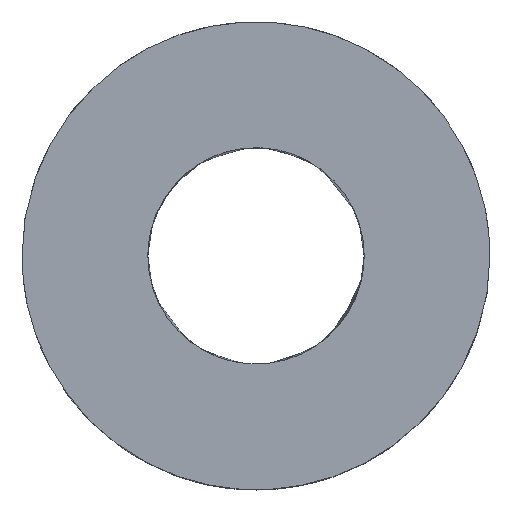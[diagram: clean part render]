
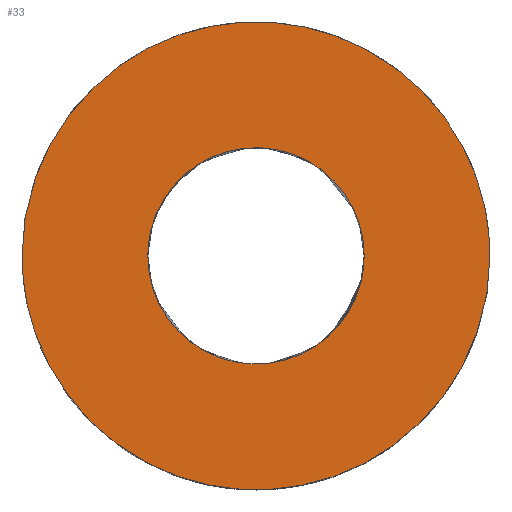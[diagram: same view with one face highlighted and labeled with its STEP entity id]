
A CAD part, top view. The second image highlights one B-rep face of the part: STEP entity #33.
In plain terms, the highlighted planar face has unit normal (0, 0, 1).
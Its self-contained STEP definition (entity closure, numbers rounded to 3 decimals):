
#25=FACE_BOUND($,#55,.T.);
#33=ADVANCED_FACE($,(#43,#25),#154,.T.);
#43=FACE_OUTER_BOUND($,#54,.T.);
#54=EDGE_LOOP($,(#80,#81));
#55=EDGE_LOOP($,(#82,#83));
#80=ORIENTED_EDGE($,*,*,#133,.F.);
#81=ORIENTED_EDGE($,*,*,#117,.F.);
#82=ORIENTED_EDGE($,*,*,#136,.F.);
#83=ORIENTED_EDGE($,*,*,#123,.F.);
#117=EDGE_CURVE($,#140,#151,#164,.T.);
#123=EDGE_CURVE($,#144,#152,#177,.T.);
#133=EDGE_CURVE($,#151,#140,#167,.T.);
#136=EDGE_CURVE($,#152,#144,#187,.T.);
#140=VERTEX_POINT($,#432);
#144=VERTEX_POINT($,#436);
#151=VERTEX_POINT($,#443);
#152=VERTEX_POINT($,#444);
#154=PLANE($,#208);
#164=(
BOUNDED_CURVE()
B_SPLINE_CURVE(2,(#236,#237,#238,#239,#240),.UNSPECIFIED.,.F.,.F.)
B_SPLINE_CURVE_WITH_KNOTS((3,2,3),(-125.661,-94.245,-62.83),
.UNSPECIFIED.)
CURVE()
GEOMETRIC_REPRESENTATION_ITEM()
RATIONAL_B_SPLINE_CURVE((1.,0.707,1.,0.707,1.))
REPRESENTATION_ITEM($)
);
#167=(
BOUNDED_CURVE()
B_SPLINE_CURVE(2,(#325,#326,#327,#328,#329),.UNSPECIFIED.,.F.,.F.)
B_SPLINE_CURVE_WITH_KNOTS((3,2,3),(-62.83,-31.415,0.),
.UNSPECIFIED.)
CURVE()
GEOMETRIC_REPRESENTATION_ITEM()
RATIONAL_B_SPLINE_CURVE((1.,0.707,1.,0.707,1.))
REPRESENTATION_ITEM($)
);
#177=B_SPLINE_CURVE_WITH_KNOTS($,3,(#272,#273,#274,#275,#276,#277),.UNSPECIFIED.,
.F.,.F.,(4,2,4),(0.,14.53,29.06),.UNSPECIFIED.);
#187=B_SPLINE_CURVE_WITH_KNOTS($,3,(#337,#338,#339,#340,#341,#342),.UNSPECIFIED.,
.F.,.F.,(4,2,4),(29.06,43.59,58.119),.UNSPECIFIED.);
#208=AXIS2_PLACEMENT_3D($,#378,#213,$);
#213=DIRECTION($,(0.,0.,1.));
#236=CARTESIAN_POINT($,(-48.,0.,15.));
#237=CARTESIAN_POINT($,(-48.,-20.,15.));
#238=CARTESIAN_POINT($,(-68.,-20.,15.));
#239=CARTESIAN_POINT($,(-88.,-20.,15.));
#240=CARTESIAN_POINT($,(-88.,0.,15.));
#272=CARTESIAN_POINT($,(-58.75,0.,15.));
#273=CARTESIAN_POINT($,(-58.75,5.109,15.));
#274=CARTESIAN_POINT($,(-62.891,9.25,15.));
#275=CARTESIAN_POINT($,(-73.109,9.25,15.));
#276=CARTESIAN_POINT($,(-77.25,5.109,15.));
#277=CARTESIAN_POINT($,(-77.25,0.,15.));
#325=CARTESIAN_POINT($,(-88.,0.,15.));
#326=CARTESIAN_POINT($,(-88.,20.,15.));
#327=CARTESIAN_POINT($,(-68.,20.,15.));
#328=CARTESIAN_POINT($,(-48.,20.,15.));
#329=CARTESIAN_POINT($,(-48.,0.,15.));
#337=CARTESIAN_POINT($,(-77.25,0.,15.));
#338=CARTESIAN_POINT($,(-77.25,-5.109,15.));
#339=CARTESIAN_POINT($,(-73.109,-9.25,15.));
#340=CARTESIAN_POINT($,(-62.891,-9.25,15.));
#341=CARTESIAN_POINT($,(-58.75,-5.109,15.));
#342=CARTESIAN_POINT($,(-58.75,0.,15.));
#378=CARTESIAN_POINT($,(-88.4,-20.4,15.));
#432=CARTESIAN_POINT($,(-48.,0.,15.));
#436=CARTESIAN_POINT($,(-58.75,0.,15.));
#443=CARTESIAN_POINT($,(-88.,0.,15.));
#444=CARTESIAN_POINT($,(-77.25,0.,15.));
